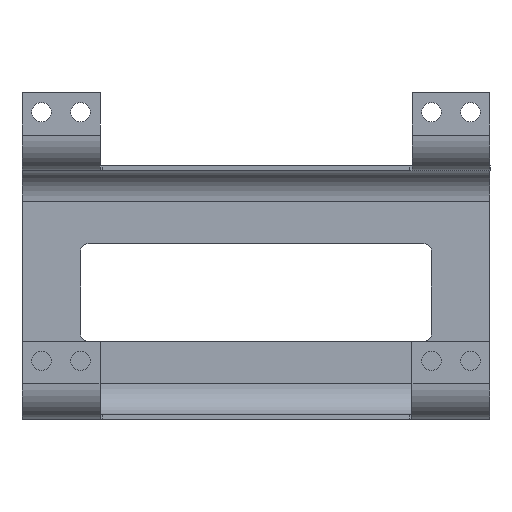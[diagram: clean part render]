
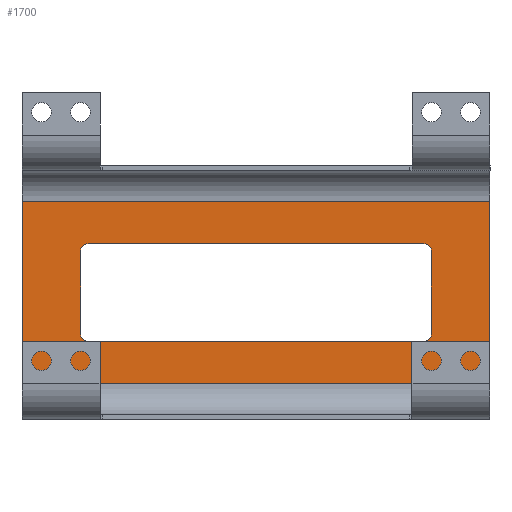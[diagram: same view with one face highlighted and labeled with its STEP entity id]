
A CAD part, left-side view. The second image highlights one B-rep face of the part: STEP entity #1700.
In plain terms, the highlighted planar face has unit normal (-1, 0, 0).
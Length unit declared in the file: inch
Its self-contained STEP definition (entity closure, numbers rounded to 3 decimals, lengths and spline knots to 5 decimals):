
#2 = DIRECTION ( 'NONE',  ( 0., 0., 1. ) ) ;
#37 = DIRECTION ( 'NONE',  ( 1., 0., 0. ) ) ;
#62 = DIRECTION ( 'NONE',  ( 0., 0., -1. ) ) ;
#64 = AXIS2_PLACEMENT_3D ( 'NONE', #2001, #460, #447 ) ;
#157 = FACE_OUTER_BOUND ( 'NONE', #2049, .T. ) ;
#243 = DIRECTION ( 'NONE',  ( 0., 1., 0. ) ) ;
#375 = VERTEX_POINT ( 'NONE', #2791 ) ;
#407 = LINE ( 'NONE', #483, #648 ) ;
#447 = DIRECTION ( 'NONE',  ( 0., 0., 1. ) ) ;
#460 = DIRECTION ( 'NONE',  ( -1., 0., 0. ) ) ;
#462 = CIRCLE ( 'NONE', #2245, 0.1 ) ;
#483 = CARTESIAN_POINT ( 'NONE',  ( -0.0625, 5.25, -0.9375 ) ) ;
#495 = EDGE_LOOP ( 'NONE', ( #1326, #2213, #2186, #2894, #1747, #2701, #1518, #716 ) ) ;
#502 = CARTESIAN_POINT ( 'NONE',  ( -0.0625, 0.75, -1.0375 ) ) ;
#529 = AXIS2_PLACEMENT_3D ( 'NONE', #1340, #2099, #1849 ) ;
#610 = VECTOR ( 'NONE', #2924, 39.37008 ) ;
#618 = VERTEX_POINT ( 'NONE', #2683 ) ;
#637 = CARTESIAN_POINT ( 'NONE',  ( -0.0625, 0.85, -2.1875 ) ) ;
#648 = VECTOR ( 'NONE', #243, 39.37008 ) ;
#651 = ORIENTED_EDGE ( 'NONE', *, *, #2979, .F. ) ;
#716 = ORIENTED_EDGE ( 'NONE', *, *, #1953, .T. ) ;
#774 = LINE ( 'NONE', #2902, #610 ) ;
#791 = VERTEX_POINT ( 'NONE', #1087 ) ;
#832 = CARTESIAN_POINT ( 'NONE',  ( -0.0625, 0., -0.3937 ) ) ;
#856 = DIRECTION ( 'NONE',  ( 0., -1., 0. ) ) ;
#875 = VECTOR ( 'NONE', #856, 39.37008 ) ;
#900 = VECTOR ( 'NONE', #62, 39.37008 ) ;
#901 = VERTEX_POINT ( 'NONE', #502 ) ;
#966 = EDGE_CURVE ( 'NONE', #1245, #375, #774, .T. ) ;
#992 = VERTEX_POINT ( 'NONE', #832 ) ;
#993 = PLANE ( 'NONE',  #64 ) ;
#1087 = CARTESIAN_POINT ( 'NONE',  ( -0.0625, 5.15, -2.1875 ) ) ;
#1100 = VERTEX_POINT ( 'NONE', #2024 ) ;
#1108 = VERTEX_POINT ( 'NONE', #3075 ) ;
#1171 = VECTOR ( 'NONE', #2244, 39.37008 ) ;
#1187 = CARTESIAN_POINT ( 'NONE',  ( -0.0625, 0.85, -1.0375 ) ) ;
#1189 = VECTOR ( 'NONE', #2127, 39.37008 ) ;
#1245 = VERTEX_POINT ( 'NONE', #2923 ) ;
#1298 = EDGE_CURVE ( 'NONE', #3109, #1100, #1884, .T. ) ;
#1300 = EDGE_CURVE ( 'NONE', #3109, #1108, #3098, .T. ) ;
#1303 = AXIS2_PLACEMENT_3D ( 'NONE', #1187, #3054, #1706 ) ;
#1326 = ORIENTED_EDGE ( 'NONE', *, *, #2951, .F. ) ;
#1340 = CARTESIAN_POINT ( 'NONE',  ( -0.0625, 5.15, -1.0375 ) ) ;
#1417 = ORIENTED_EDGE ( 'NONE', *, *, #2655, .F. ) ;
#1428 = AXIS2_PLACEMENT_3D ( 'NONE', #1585, #37, #2 ) ;
#1475 = LINE ( 'NONE', #2913, #1189 ) ;
#1481 = DIRECTION ( 'NONE',  ( 0., 0., 1. ) ) ;
#1518 = ORIENTED_EDGE ( 'NONE', *, *, #2756, .F. ) ;
#1585 = CARTESIAN_POINT ( 'NONE',  ( -0.0625, 0.85, -2.0875 ) ) ;
#1601 = CARTESIAN_POINT ( 'NONE',  ( -0.0625, 6., -0.3937 ) ) ;
#1622 = LINE ( 'NONE', #3310, #2688 ) ;
#1700 = ADVANCED_FACE ( 'NONE', ( #3170, #157 ), #993, .T. ) ;
#1706 = DIRECTION ( 'NONE',  ( 0., 0., 1. ) ) ;
#1718 = CARTESIAN_POINT ( 'NONE',  ( -0.0625, 0.85, -0.9375 ) ) ;
#1747 = ORIENTED_EDGE ( 'NONE', *, *, #2578, .F. ) ;
#1849 = DIRECTION ( 'NONE',  ( 0., 0., 1. ) ) ;
#1884 = LINE ( 'NONE', #2883, #900 ) ;
#1915 = LINE ( 'NONE', #3038, #1171 ) ;
#1926 = CARTESIAN_POINT ( 'NONE',  ( -0.0625, 5.25, -1.0375 ) ) ;
#1953 = EDGE_CURVE ( 'NONE', #2419, #2207, #2004, .T. ) ;
#1997 = CIRCLE ( 'NONE', #1303, 0.1 ) ;
#2001 = CARTESIAN_POINT ( 'NONE',  ( -0.0625, 0., 0. ) ) ;
#2004 = CIRCLE ( 'NONE', #1428, 0.1 ) ;
#2024 = CARTESIAN_POINT ( 'NONE',  ( -0.0625, 5.25, -2.0875 ) ) ;
#2049 = EDGE_LOOP ( 'NONE', ( #2731, #2712, #1417, #651 ) ) ;
#2099 = DIRECTION ( 'NONE',  ( 1., 0., 0. ) ) ;
#2101 = DIRECTION ( 'NONE',  ( 0., 0., 1. ) ) ;
#2127 = DIRECTION ( 'NONE',  ( 0., -1., 0. ) ) ;
#2167 = VERTEX_POINT ( 'NONE', #1718 ) ;
#2186 = ORIENTED_EDGE ( 'NONE', *, *, #1298, .F. ) ;
#2207 = VERTEX_POINT ( 'NONE', #637 ) ;
#2213 = ORIENTED_EDGE ( 'NONE', *, *, #3262, .T. ) ;
#2244 = DIRECTION ( 'NONE',  ( 0., 0., -1. ) ) ;
#2245 = AXIS2_PLACEMENT_3D ( 'NONE', #3163, #2400, #2101 ) ;
#2276 = CARTESIAN_POINT ( 'NONE',  ( -0.0625, 0.75, -2.0875 ) ) ;
#2400 = DIRECTION ( 'NONE',  ( 1., 0., 0. ) ) ;
#2410 = EDGE_CURVE ( 'NONE', #2167, #901, #1997, .T. ) ;
#2419 = VERTEX_POINT ( 'NONE', #2276 ) ;
#2430 = EDGE_CURVE ( 'NONE', #618, #1245, #1622, .T. ) ;
#2447 = VECTOR ( 'NONE', #1481, 39.37008 ) ;
#2527 = LINE ( 'NONE', #2579, #2447 ) ;
#2578 = EDGE_CURVE ( 'NONE', #2167, #1108, #407, .T. ) ;
#2579 = CARTESIAN_POINT ( 'NONE',  ( -0.0625, 0.75, -2.1875 ) ) ;
#2655 = EDGE_CURVE ( 'NONE', #992, #618, #1915, .T. ) ;
#2668 = LINE ( 'NONE', #1601, #875 ) ;
#2683 = CARTESIAN_POINT ( 'NONE',  ( -0.0625, 0., -2.7313 ) ) ;
#2688 = VECTOR ( 'NONE', #3040, 39.37008 ) ;
#2701 = ORIENTED_EDGE ( 'NONE', *, *, #2410, .T. ) ;
#2712 = ORIENTED_EDGE ( 'NONE', *, *, #2430, .F. ) ;
#2731 = ORIENTED_EDGE ( 'NONE', *, *, #966, .F. ) ;
#2756 = EDGE_CURVE ( 'NONE', #2419, #901, #2527, .T. ) ;
#2791 = CARTESIAN_POINT ( 'NONE',  ( -0.0625, 6., -0.3937 ) ) ;
#2883 = CARTESIAN_POINT ( 'NONE',  ( -0.0625, 5.25, -2.1875 ) ) ;
#2894 = ORIENTED_EDGE ( 'NONE', *, *, #1300, .T. ) ;
#2902 = CARTESIAN_POINT ( 'NONE',  ( -0.0625, 6., 0. ) ) ;
#2913 = CARTESIAN_POINT ( 'NONE',  ( -0.0625, 5.25, -2.1875 ) ) ;
#2923 = CARTESIAN_POINT ( 'NONE',  ( -0.0625, 6., -2.7313 ) ) ;
#2924 = DIRECTION ( 'NONE',  ( 0., 0., 1. ) ) ;
#2951 = EDGE_CURVE ( 'NONE', #791, #2207, #1475, .T. ) ;
#2979 = EDGE_CURVE ( 'NONE', #375, #992, #2668, .T. ) ;
#3038 = CARTESIAN_POINT ( 'NONE',  ( -0.0625, 0., -3.1875 ) ) ;
#3040 = DIRECTION ( 'NONE',  ( 0., 1., 0. ) ) ;
#3054 = DIRECTION ( 'NONE',  ( 1., 0., 0. ) ) ;
#3075 = CARTESIAN_POINT ( 'NONE',  ( -0.0625, 5.15, -0.9375 ) ) ;
#3098 = CIRCLE ( 'NONE', #529, 0.1 ) ;
#3109 = VERTEX_POINT ( 'NONE', #1926 ) ;
#3163 = CARTESIAN_POINT ( 'NONE',  ( -0.0625, 5.15, -2.0875 ) ) ;
#3170 = FACE_BOUND ( 'NONE', #495, .T. ) ;
#3262 = EDGE_CURVE ( 'NONE', #791, #1100, #462, .T. ) ;
#3310 = CARTESIAN_POINT ( 'NONE',  ( -0.0625, 0., -2.7313 ) ) ;
